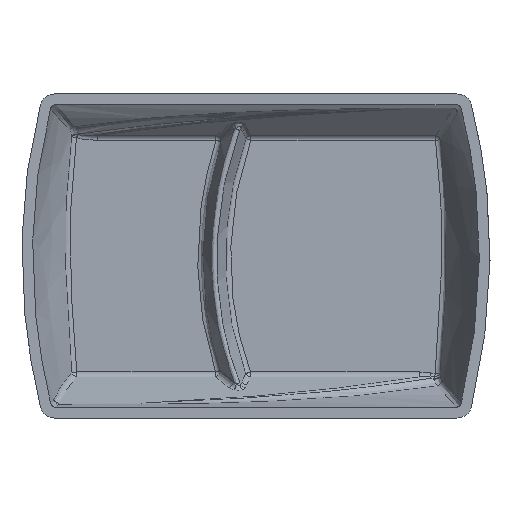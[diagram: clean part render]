
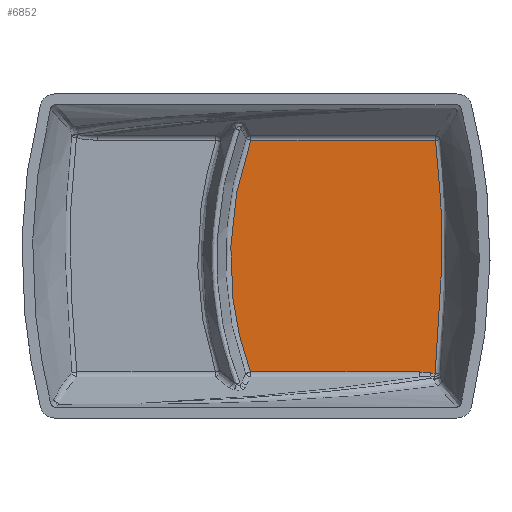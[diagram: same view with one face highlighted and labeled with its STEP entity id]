
A CAD part, top view. The second image highlights one B-rep face of the part: STEP entity #6852.
In plain terms, the highlighted planar face has unit normal (0, 0, 1).
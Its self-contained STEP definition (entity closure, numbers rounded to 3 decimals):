
#34 = ORIENTED_EDGE ( 'NONE', *, *, #5840, .T. ) ;
#459 = CARTESIAN_POINT ( 'NONE',  ( 95.688, -62.769, 0.7 ) ) ;
#629 = AXIS2_PLACEMENT_3D ( 'NONE', #7431, #7385, #7377 ) ;
#848 = VECTOR ( 'NONE', #1460, 1000. ) ;
#1460 = DIRECTION ( 'NONE',  ( 1., 0., 0. ) ) ;
#1490 = CARTESIAN_POINT ( 'NONE',  ( 92.488, -61.863, 0.7 ) ) ;
#1510 = CARTESIAN_POINT ( 'NONE',  ( -2.937, -61.862, 0.7 ) ) ;
#1521 = CARTESIAN_POINT ( 'NONE',  ( -4.819, -56.88, 0.7 ) ) ;
#1532 = CARTESIAN_POINT ( 'NONE',  ( -6.407, -51.848, 0.7 ) ) ;
#1541 = CARTESIAN_POINT ( 'NONE',  ( -9.082, -41.701, 0.7 ) ) ;
#1548 = CARTESIAN_POINT ( 'NONE',  ( -10.169, -36.585, 0.7 ) ) ;
#1558 = CARTESIAN_POINT ( 'NONE',  ( -11.886, -26.278, 0.7 ) ) ;
#1572 = CARTESIAN_POINT ( 'NONE',  ( -12.517, -21.085, 0.7 ) ) ;
#1601 = CARTESIAN_POINT ( 'NONE',  ( -13.339, -10.627, 0.7 ) ) ;
#1611 = CARTESIAN_POINT ( 'NONE',  ( -13.531, -5.361, 0.7 ) ) ;
#1630 = CARTESIAN_POINT ( 'NONE',  ( -13.494, 1.268, 0.7 ) ) ;
#1639 = CARTESIAN_POINT ( 'NONE',  ( -13.473, 2.595, 0.7 ) ) ;
#1650 = CARTESIAN_POINT ( 'NONE',  ( -13.403, 5.242, 0.7 ) ) ;
#1657 = CARTESIAN_POINT ( 'NONE',  ( -13.355, 6.563, 0.7 ) ) ;
#1664 = CARTESIAN_POINT ( 'NONE',  ( -2.733, 61.859, 0.7 ) ) ;
#1669 = CARTESIAN_POINT ( 'NONE',  ( -13.168, 10.519, 0.7 ) ) ;
#1679 = CARTESIAN_POINT ( 'NONE',  ( -12.99, 13.147, 0.7 ) ) ;
#1696 = CARTESIAN_POINT ( 'NONE',  ( -12.294, 21.001, 0.7 ) ) ;
#1707 = CARTESIAN_POINT ( 'NONE',  ( -11.618, 26.2, 0.7 ) ) ;
#1722 = CARTESIAN_POINT ( 'NONE',  ( -9.837, 36.522, 0.7 ) ) ;
#1728 = CARTESIAN_POINT ( 'NONE',  ( -8.732, 41.645, 0.7 ) ) ;
#1747 = CARTESIAN_POINT ( 'NONE',  ( -2.733, 61.859, 0.7 ) ) ;
#1765 = DIRECTION ( 'NONE',  ( -1., 0., 0. ) ) ;
#1776 = CARTESIAN_POINT ( 'NONE',  ( -2.31, 61.859, 0.7 ) ) ;
#1783 = ORIENTED_EDGE ( 'NONE', *, *, #5811, .T. ) ;
#1806 = EDGE_CURVE ( 'NONE', #4521, #5482, #7585, .T. ) ;
#2522 = VERTEX_POINT ( 'NONE', #459 ) ;
#2657 = CARTESIAN_POINT ( 'NONE',  ( 93.233, -62.326, 0.7 ) ) ;
#2669 = CARTESIAN_POINT ( 'NONE',  ( 92.251, -62.146, 0.7 ) ) ;
#2675 = CARTESIAN_POINT ( 'NONE',  ( 91.263, -62.035, 0.7 ) ) ;
#2709 = CARTESIAN_POINT ( 'NONE',  ( 87.293, -61.863, 0.7 ) ) ;
#2733 = CARTESIAN_POINT ( 'NONE',  ( 89.282, -61.893, 0.7 ) ) ;
#2755 = CARTESIAN_POINT ( 'NONE',  ( 88.289, -61.863, 0.7 ) ) ;
#2849 = CARTESIAN_POINT ( 'NONE',  ( 95.901, 61.855, 0.7 ) ) ;
#2905 = CARTESIAN_POINT ( 'NONE',  ( 96.588, 56.69, 0.7 ) ) ;
#2917 = CARTESIAN_POINT ( 'NONE',  ( 97.145, 51.517, 0.7 ) ) ;
#2923 = CARTESIAN_POINT ( 'NONE',  ( 98.046, 41.156, 0.7 ) ) ;
#2940 = CARTESIAN_POINT ( 'NONE',  ( 98.389, 35.969, 0.7 ) ) ;
#2965 = CARTESIAN_POINT ( 'NONE',  ( 98.893, 25.583, 0.7 ) ) ;
#2992 = CARTESIAN_POINT ( 'NONE',  ( 99.055, 20.384, 0.7 ) ) ;
#3001 = CARTESIAN_POINT ( 'NONE',  ( 99.224, 9.977, 0.7 ) ) ;
#3017 = CARTESIAN_POINT ( 'NONE',  ( 99.23, 4.769, 0.7 ) ) ;
#3040 = CARTESIAN_POINT ( 'NONE',  ( 99.048, -10.841, 0.7 ) ) ;
#3049 = CARTESIAN_POINT ( 'NONE',  ( 98.66, -21.239, 0.7 ) ) ;
#3064 = CARTESIAN_POINT ( 'NONE',  ( 97.468, -42.021, 0.7 ) ) ;
#3077 = CARTESIAN_POINT ( 'NONE',  ( 96.663, -52.403, 0.7 ) ) ;
#3092 = CARTESIAN_POINT ( 'NONE',  ( 95.688, -62.769, 0.7 ) ) ;
#3146 = ORIENTED_EDGE ( 'NONE', *, *, #5828, .T. ) ;
#3162 = CARTESIAN_POINT ( 'NONE',  ( 95.688, -62.769, 0.7 ) ) ;
#3169 = CARTESIAN_POINT ( 'NONE',  ( 94.87, -62.62, 0.7 ) ) ;
#3190 = CARTESIAN_POINT ( 'NONE',  ( -4.526, 56.857, 0.7 ) ) ;
#3199 = CARTESIAN_POINT ( 'NONE',  ( 94.051, -62.476, 0.7 ) ) ;
#3209 = CARTESIAN_POINT ( 'NONE',  ( 93.233, -62.326, 0.7 ) ) ;
#3334 = EDGE_LOOP ( 'NONE', ( #6635, #1783, #3146, #34, #4506, #7469 ) ) ;
#3461 = CARTESIAN_POINT ( 'NONE',  ( 87.293, -61.863, 0.7 ) ) ;
#3921 = VECTOR ( 'NONE', #1765, 1000. ) ;
#4272 = FACE_OUTER_BOUND ( 'NONE', #3334, .T. ) ;
#4506 = ORIENTED_EDGE ( 'NONE', *, *, #5849, .T. ) ;
#4521 = VERTEX_POINT ( 'NONE', #3461 ) ;
#5462 = LINE ( 'NONE', #1490, #848 ) ;
#5482 = VERTEX_POINT ( 'NONE', #5519 ) ;
#5519 = CARTESIAN_POINT ( 'NONE',  ( 93.233, -62.326, 0.7 ) ) ;
#5728 = B_SPLINE_CURVE_WITH_KNOTS ( 'NONE', 3,
 ( #3209, #3199, #3169, #3162 ),
 .UNSPECIFIED., .F., .F.,
 ( 4, 4 ),
 ( 0., 0.002 ),
 .UNSPECIFIED. ) ;
#5794 = EDGE_CURVE ( 'NONE', #5482, #2522, #5728, .T. ) ;
#5811 = EDGE_CURVE ( 'NONE', #2522, #6858, #6056, .T. ) ;
#5826 = B_SPLINE_CURVE_WITH_KNOTS ( 'NONE', 3,
 ( #1747, #3190, #7423, #1728, #1722, #1707, #1696, #1679, #1669, #1657, #1650, #1639, #1630, #1611, #1601, #1572, #1558, #1548, #1541, #1532, #1521, #1510 ),
 .UNSPECIFIED., .F., .F.,
 ( 4, 2, 2, 2, 2, 2, 2, 2, 2, 2, 4 ),
 ( 0., 0.016, 0.031, 0.047, 0.055, 0.059, 0.063, 0.079, 0.094, 0.11, 0.126 ),
 .UNSPECIFIED. ) ;
#5828 = EDGE_CURVE ( 'NONE', #6858, #6262, #6892, .T. ) ;
#5840 = EDGE_CURVE ( 'NONE', #6262, #6093, #5826, .T. ) ;
#5849 = EDGE_CURVE ( 'NONE', #6093, #4521, #5462, .T. ) ;
#6056 = B_SPLINE_CURVE_WITH_KNOTS ( 'NONE', 3,
 ( #3092, #3077, #3064, #3049, #3040, #3017, #3001, #2992, #2965, #2940, #2923, #2917, #2905, #2849 ),
 .UNSPECIFIED., .F., .F.,
 ( 4, 2, 2, 2, 2, 2, 4 ),
 ( 0., 0.031, 0.062, 0.078, 0.094, 0.109, 0.125 ),
 .UNSPECIFIED. ) ;
#6093 = VERTEX_POINT ( 'NONE', #6410 ) ;
#6262 = VERTEX_POINT ( 'NONE', #1664 ) ;
#6410 = CARTESIAN_POINT ( 'NONE',  ( -2.937, -61.862, 0.7 ) ) ;
#6635 = ORIENTED_EDGE ( 'NONE', *, *, #5794, .T. ) ;
#6852 = ADVANCED_FACE ( 'NONE', ( #4272 ), #7525, .T. ) ;
#6858 = VERTEX_POINT ( 'NONE', #7272 ) ;
#6892 = LINE ( 'NONE', #1776, #3921 ) ;
#7272 = CARTESIAN_POINT ( 'NONE',  ( 95.901, 61.855, 0.7 ) ) ;
#7377 = DIRECTION ( 'NONE',  ( 1., 0., 0. ) ) ;
#7385 = DIRECTION ( 'NONE',  ( 0., 0., 1. ) ) ;
#7423 = CARTESIAN_POINT ( 'NONE',  ( -6.077, 51.813, 0.7 ) ) ;
#7431 = CARTESIAN_POINT ( 'NONE',  ( 101.318, 7.281, 0.7 ) ) ;
#7469 = ORIENTED_EDGE ( 'NONE', *, *, #1806, .T. ) ;
#7525 = PLANE ( 'NONE',  #629 ) ;
#7585 = B_SPLINE_CURVE_WITH_KNOTS ( 'NONE', 3,
 ( #2709, #2755, #2733, #2675, #2669, #2657 ),
 .UNSPECIFIED., .F., .F.,
 ( 4, 2, 4 ),
 ( 0., 0.003, 0.006 ),
 .UNSPECIFIED. ) ;
